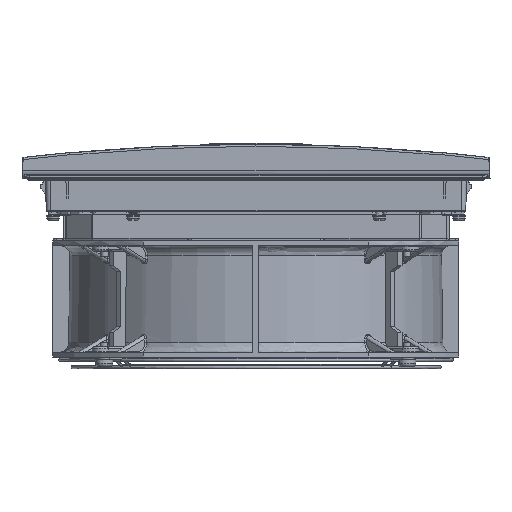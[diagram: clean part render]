
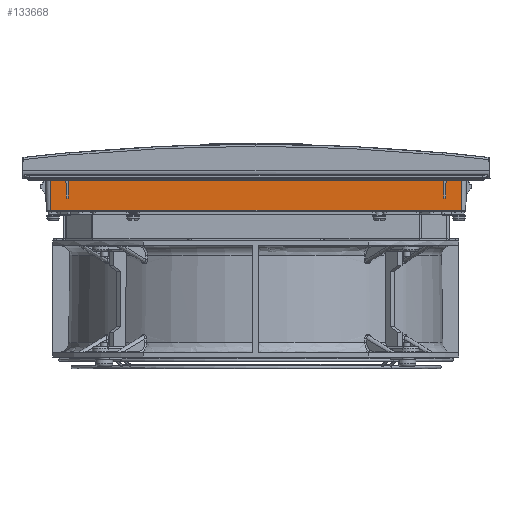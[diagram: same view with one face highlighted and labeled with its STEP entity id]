
A CAD part, front view. The second image highlights one B-rep face of the part: STEP entity #133668.
In plain terms, the highlighted face is planar.
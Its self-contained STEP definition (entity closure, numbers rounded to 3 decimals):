
#428 = LINE ( 'NONE', #115318, #55410 ) ;
#1280 = DIRECTION ( 'NONE',  ( -1., 0., 0. ) ) ;
#2430 = VERTEX_POINT ( 'NONE', #91458 ) ;
#2759 = LINE ( 'NONE', #36859, #63634 ) ;
#3087 = VERTEX_POINT ( 'NONE', #126512 ) ;
#3416 = EDGE_CURVE ( 'NONE', #128516, #66184, #89640, .T. ) ;
#6434 = EDGE_LOOP ( 'NONE', ( #84564, #102025, #11073, #121720, #81871, #28642, #89064, #32721, #107960, #90250, #42436, #21948 ) ) ;
#7734 = EDGE_CURVE ( 'NONE', #117931, #38986, #62929, .T. ) ;
#7907 = LINE ( 'NONE', #31623, #125920 ) ;
#9258 = VECTOR ( 'NONE', #124092, 1000. ) ;
#9916 = CARTESIAN_POINT ( 'NONE',  ( -145.22, 276.829, -2.08 ) ) ;
#11073 = ORIENTED_EDGE ( 'NONE', *, *, #43322, .F. ) ;
#11192 = CARTESIAN_POINT ( 'NONE',  ( -145.22, 276.68, -10.619 ) ) ;
#12331 = VECTOR ( 'NONE', #33520, 1000. ) ;
#18370 = VERTEX_POINT ( 'NONE', #50525 ) ;
#18431 = CARTESIAN_POINT ( 'NONE',  ( 130.53, 276.829, -2.08 ) ) ;
#19917 = VECTOR ( 'NONE', #111193, 1000. ) ;
#21948 = ORIENTED_EDGE ( 'NONE', *, *, #7734, .F. ) ;
#24187 = EDGE_CURVE ( 'NONE', #135487, #2430, #117270, .T. ) ;
#25413 = EDGE_CURVE ( 'NONE', #85515, #120141, #104305, .T. ) ;
#25681 = CARTESIAN_POINT ( 'NONE',  ( -129.427, 277.073, 11.923 ) ) ;
#28642 = ORIENTED_EDGE ( 'NONE', *, *, #3416, .F. ) ;
#31623 = CARTESIAN_POINT ( 'NONE',  ( -145.22, 277.078, 12.199 ) ) ;
#32348 = DIRECTION ( 'NONE',  ( -1., 0., 0. ) ) ;
#32721 = ORIENTED_EDGE ( 'NONE', *, *, #25413, .T. ) ;
#33520 = DIRECTION ( 'NONE',  ( -1., 0., 0. ) ) ;
#33623 = LINE ( 'NONE', #9916, #9258 ) ;
#34530 = DIRECTION ( 'NONE',  ( 1., 0., 0. ) ) ;
#35294 = CARTESIAN_POINT ( 'NONE',  ( 130.78, 277.078, 12.199 ) ) ;
#35477 = VECTOR ( 'NONE', #38311, 1000. ) ;
#36859 = CARTESIAN_POINT ( 'NONE',  ( 141.693, 276.99, 7.192 ) ) ;
#37576 = PLANE ( 'NONE',  #37933 ) ;
#37933 = AXIS2_PLACEMENT_3D ( 'NONE', #102845, #83499, #1280 ) ;
#38311 = DIRECTION ( 'NONE',  ( -1., 0., 0. ) ) ;
#38986 = VERTEX_POINT ( 'NONE', #18431 ) ;
#41776 = CARTESIAN_POINT ( 'NONE',  ( 128.98, 277.078, 12.199 ) ) ;
#42436 = ORIENTED_EDGE ( 'NONE', *, *, #116882, .T. ) ;
#42896 = CARTESIAN_POINT ( 'NONE',  ( 141.382, 276.68, -10.619 ) ) ;
#43322 = EDGE_CURVE ( 'NONE', #18370, #75060, #90526, .T. ) ;
#44431 = CARTESIAN_POINT ( 'NONE',  ( -131.227, 277.082, 12.443 ) ) ;
#46048 = DIRECTION ( 'NONE',  ( 1., 0., 0. ) ) ;
#47334 = CARTESIAN_POINT ( 'NONE',  ( -131.222, 277.078, 12.199 ) ) ;
#49520 = VECTOR ( 'NONE', #66580, 1000. ) ;
#50525 = CARTESIAN_POINT ( 'NONE',  ( -141.823, 276.68, -10.619 ) ) ;
#51927 = VECTOR ( 'NONE', #46048, 1000. ) ;
#55410 = VECTOR ( 'NONE', #34530, 1000. ) ;
#62929 = LINE ( 'NONE', #114007, #49520 ) ;
#63634 = VECTOR ( 'NONE', #128781, 1000. ) ;
#63968 = EDGE_CURVE ( 'NONE', #68423, #18370, #144709, .T. ) ;
#64416 = VECTOR ( 'NONE', #106855, 1000. ) ;
#66110 = DIRECTION ( 'NONE',  ( 0.017, -0.017, -1. ) ) ;
#66184 = VERTEX_POINT ( 'NONE', #47334 ) ;
#66580 = DIRECTION ( 'NONE',  ( -0.017, -0.017, -1. ) ) ;
#68423 = VERTEX_POINT ( 'NONE', #82183 ) ;
#75060 = VERTEX_POINT ( 'NONE', #42896 ) ;
#75346 = EDGE_CURVE ( 'NONE', #3087, #75060, #2759, .T. ) ;
#76241 = VECTOR ( 'NONE', #81304, 1000. ) ;
#76480 = CARTESIAN_POINT ( 'NONE',  ( -142.134, 276.99, 7.192 ) ) ;
#76816 = EDGE_CURVE ( 'NONE', #128516, #85515, #33623, .T. ) ;
#81304 = DIRECTION ( 'NONE',  ( 0.017, 0.017, 1. ) ) ;
#81871 = ORIENTED_EDGE ( 'NONE', *, *, #144477, .F. ) ;
#82183 = CARTESIAN_POINT ( 'NONE',  ( -142.221, 277.078, 12.199 ) ) ;
#83499 = DIRECTION ( 'NONE',  ( 0., 1., -0.017 ) ) ;
#84564 = ORIENTED_EDGE ( 'NONE', *, *, #133658, .F. ) ;
#85515 = VERTEX_POINT ( 'NONE', #137298 ) ;
#89064 = ORIENTED_EDGE ( 'NONE', *, *, #76816, .T. ) ;
#89640 = LINE ( 'NONE', #44431, #19917 ) ;
#90250 = ORIENTED_EDGE ( 'NONE', *, *, #24187, .T. ) ;
#90526 = LINE ( 'NONE', #11192, #51927 ) ;
#91458 = CARTESIAN_POINT ( 'NONE',  ( 129.229, 276.829, -2.08 ) ) ;
#94987 = CARTESIAN_POINT ( 'NONE',  ( 128.896, 277.161, 16.982 ) ) ;
#99511 = CARTESIAN_POINT ( 'NONE',  ( -130.973, 276.829, -2.08 ) ) ;
#102025 = ORIENTED_EDGE ( 'NONE', *, *, #75346, .T. ) ;
#102845 = CARTESIAN_POINT ( 'NONE',  ( -145.22, 277.078, 12.199 ) ) ;
#103674 = EDGE_CURVE ( 'NONE', #135487, #120141, #7907, .T. ) ;
#104305 = LINE ( 'NONE', #25681, #76241 ) ;
#105765 = FACE_OUTER_BOUND ( 'NONE', #6434, .T. ) ;
#106855 = DIRECTION ( 'NONE',  ( 0.017, -0.017, -1. ) ) ;
#107960 = ORIENTED_EDGE ( 'NONE', *, *, #103674, .F. ) ;
#111193 = DIRECTION ( 'NONE',  ( -0.017, 0.017, 1. ) ) ;
#111411 = LINE ( 'NONE', #145478, #12331 ) ;
#114007 = CARTESIAN_POINT ( 'NONE',  ( 130.695, 276.994, 7.384 ) ) ;
#115318 = CARTESIAN_POINT ( 'NONE',  ( -145.22, 276.829, -2.08 ) ) ;
#116882 = EDGE_CURVE ( 'NONE', #2430, #38986, #428, .T. ) ;
#117270 = LINE ( 'NONE', #94987, #64416 ) ;
#117931 = VERTEX_POINT ( 'NONE', #35294 ) ;
#119564 = CARTESIAN_POINT ( 'NONE',  ( -129.422, 277.078, 12.199 ) ) ;
#120104 = VECTOR ( 'NONE', #66110, 1000. ) ;
#120141 = VERTEX_POINT ( 'NONE', #119564 ) ;
#121720 = ORIENTED_EDGE ( 'NONE', *, *, #63968, .F. ) ;
#124092 = DIRECTION ( 'NONE',  ( 1., 0., 0. ) ) ;
#125838 = LINE ( 'NONE', #137694, #35477 ) ;
#125920 = VECTOR ( 'NONE', #32348, 1000. ) ;
#126512 = CARTESIAN_POINT ( 'NONE',  ( 141.78, 277.078, 12.199 ) ) ;
#128516 = VERTEX_POINT ( 'NONE', #99511 ) ;
#128781 = DIRECTION ( 'NONE',  ( -0.017, -0.017, -1. ) ) ;
#133658 = EDGE_CURVE ( 'NONE', #3087, #117931, #125838, .T. ) ;
#133668 = ADVANCED_FACE ( 'NONE', ( #105765 ), #37576, .T. ) ;
#135487 = VERTEX_POINT ( 'NONE', #41776 ) ;
#137298 = CARTESIAN_POINT ( 'NONE',  ( -129.672, 276.829, -2.08 ) ) ;
#137694 = CARTESIAN_POINT ( 'NONE',  ( -145.22, 277.078, 12.199 ) ) ;
#144477 = EDGE_CURVE ( 'NONE', #66184, #68423, #111411, .T. ) ;
#144709 = LINE ( 'NONE', #76480, #120104 ) ;
#145478 = CARTESIAN_POINT ( 'NONE',  ( -145.22, 277.078, 12.199 ) ) ;
